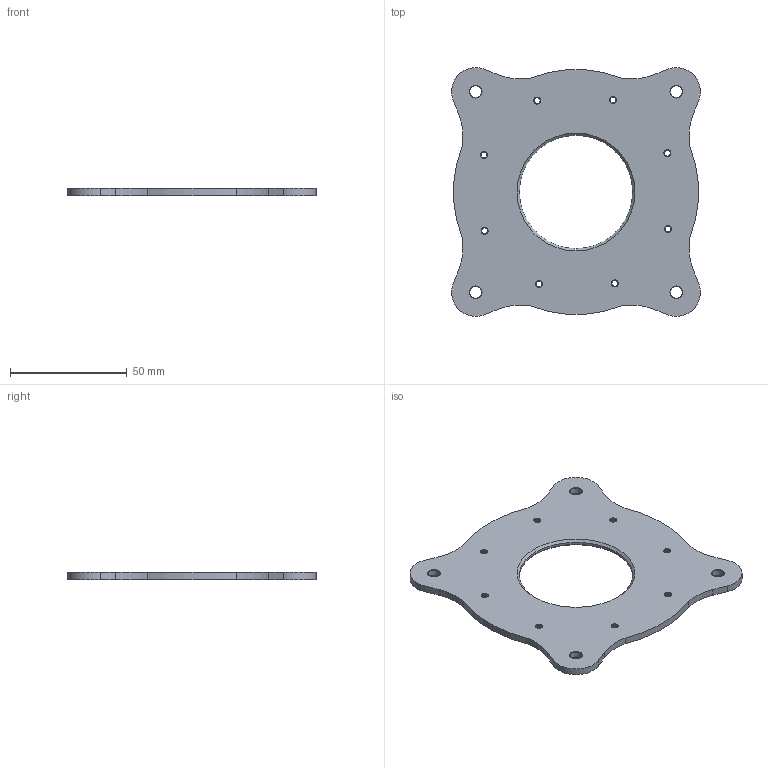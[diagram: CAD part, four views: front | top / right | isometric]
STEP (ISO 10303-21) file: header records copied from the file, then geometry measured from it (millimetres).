
FILE_DESCRIPTION(/* description */ (''),/* implementation_level */ '2;1');
FILE_NAME(/* name */ 'Motor_Base_Plate_Botm v1.step',/* time_stamp */ '2024-11-15T08:22:49+11:00',/* author */ (''),/* organization */ (''),/* preprocessor_version */ 'ST-DEVELOPER v20',/* originating_system */ 'Autodesk Translation Framework v13.20.0.188',/* authorisation */ '');
FILE_SCHEMA (('AUTOMOTIVE_DESIGN { 1 0 10303 214 3 1 1 }'));
Length unit declared in the file: millimetre
Products named in the file (1): Motor_Base_Plate_Botm v1
Bounding box: 106.57 x 106.57 x 3 mm (x, y, z)
Volume: 25025.7 mm3; surface area: 18829.9 mm2
Topology: 1 solids, 1 shells, 185 faces, 507 edges, 324 vertices
Faces by surface type: cylinder 117, plane 26, cone 26, bspline 16
Full cylindrical faces by diameter (mm): 2.529 x24, 3.086 x8, 5 x4, 48.5 x1
Entity records: 12670 total; most frequent: CARTESIAN_POINT 8281, ORIENTED_EDGE 1014, DIRECTION 755, EDGE_CURVE 507, VERTEX_POINT 324, AXIS2_PLACEMENT_3D 302, B_SPLINE_CURVE_WITH_KNOTS 224, EDGE_LOOP 211
